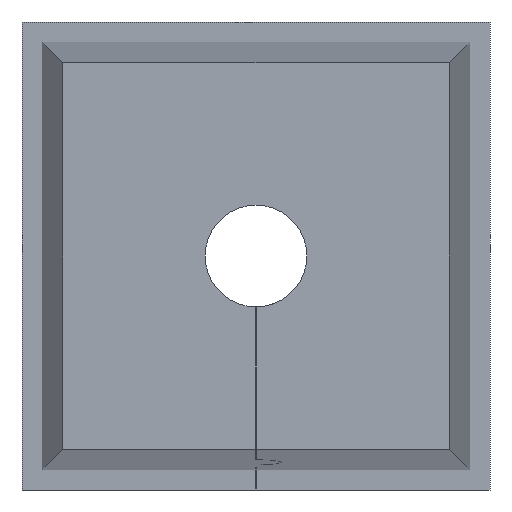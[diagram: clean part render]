
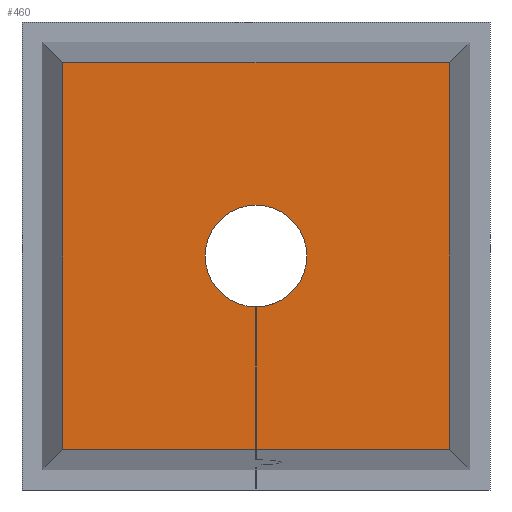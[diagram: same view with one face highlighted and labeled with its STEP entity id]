
A CAD part, front view. The second image highlights one B-rep face of the part: STEP entity #460.
In plain terms, the highlighted planar face has unit normal (0, -1, 0).
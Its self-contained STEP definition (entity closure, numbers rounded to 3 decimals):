
#14 = VERTEX_POINT ( 'NONE', #625 ) ;
#19 = CARTESIAN_POINT ( 'NONE',  ( 0., -14.5, 0. ) ) ;
#28 = AXIS2_PLACEMENT_3D ( 'NONE', #19, #567, #696 ) ;
#30 = CARTESIAN_POINT ( 'NONE',  ( -2.5, -14.5, 0. ) ) ;
#41 = DIRECTION ( 'NONE',  ( 0., 0., 1. ) ) ;
#47 = DIRECTION ( 'NONE',  ( 0., 1., 0. ) ) ;
#55 = VERTEX_POINT ( 'NONE', #30 ) ;
#89 = ORIENTED_EDGE ( 'NONE', *, *, #380, .F. ) ;
#92 = AXIS2_PLACEMENT_3D ( 'NONE', #316, #47, #847 ) ;
#102 = EDGE_CURVE ( 'NONE', #14, #256, #508, .T. ) ;
#107 = VERTEX_POINT ( 'NONE', #312 ) ;
#109 = CIRCLE ( 'NONE', #686, 2.5 ) ;
#110 = DIRECTION ( 'NONE',  ( 0., 0., -1. ) ) ;
#113 = LINE ( 'NONE', #506, #419 ) ;
#114 = CIRCLE ( 'NONE', #28, 2.5 ) ;
#117 = DIRECTION ( 'NONE',  ( -1., 0., 0. ) ) ;
#123 = EDGE_CURVE ( 'NONE', #55, #537, #109, .T. ) ;
#131 = LINE ( 'NONE', #650, #604 ) ;
#154 = VECTOR ( 'NONE', #454, 1000. ) ;
#164 = VERTEX_POINT ( 'NONE', #240 ) ;
#172 = VERTEX_POINT ( 'NONE', #246 ) ;
#225 = DIRECTION ( 'NONE',  ( -1., 0., 0. ) ) ;
#232 = CARTESIAN_POINT ( 'NONE',  ( 0.005, -14.5, -9.494 ) ) ;
#233 = ORIENTED_EDGE ( 'NONE', *, *, #621, .T. ) ;
#240 = CARTESIAN_POINT ( 'NONE',  ( -9.494, -14.5, 9.494 ) ) ;
#246 = CARTESIAN_POINT ( 'NONE',  ( -9.494, -14.5, -9.494 ) ) ;
#248 = EDGE_CURVE ( 'NONE', #537, #107, #272, .T. ) ;
#253 = DIRECTION ( 'NONE',  ( 0., 0., -1. ) ) ;
#256 = VERTEX_POINT ( 'NONE', #232 ) ;
#258 = FACE_OUTER_BOUND ( 'NONE', #330, .T. ) ;
#272 = CIRCLE ( 'NONE', #852, 2.5 ) ;
#292 = EDGE_CURVE ( 'NONE', #107, #256, #294, .T. ) ;
#294 = LINE ( 'NONE', #442, #547 ) ;
#297 = DIRECTION ( 'NONE',  ( 0., 1., 0. ) ) ;
#303 = DIRECTION ( 'NONE',  ( 0., 1., 0. ) ) ;
#311 = EDGE_CURVE ( 'NONE', #172, #164, #375, .T. ) ;
#312 = CARTESIAN_POINT ( 'NONE',  ( 0.005, -14.5, -2.5 ) ) ;
#316 = CARTESIAN_POINT ( 'NONE',  ( 0., -14.5, 0. ) ) ;
#323 = ORIENTED_EDGE ( 'NONE', *, *, #292, .T. ) ;
#330 = EDGE_LOOP ( 'NONE', ( #514, #233, #582, #635, #323, #657, #845, #89, #641, #648 ) ) ;
#375 = LINE ( 'NONE', #633, #402 ) ;
#376 = CARTESIAN_POINT ( 'NONE',  ( 10.5, -14.5, -9.494 ) ) ;
#378 = CARTESIAN_POINT ( 'NONE',  ( -0.005, -14.5, -2.5 ) ) ;
#380 = EDGE_CURVE ( 'NONE', #164, #730, #131, .T. ) ;
#385 = LINE ( 'NONE', #644, #403 ) ;
#394 = EDGE_CURVE ( 'NONE', #730, #14, #385, .T. ) ;
#402 = VECTOR ( 'NONE', #752, 1000. ) ;
#403 = VECTOR ( 'NONE', #253, 1000. ) ;
#419 = VECTOR ( 'NONE', #41, 1000. ) ;
#442 = CARTESIAN_POINT ( 'NONE',  ( 0.005, -14.5, -5.75 ) ) ;
#454 = DIRECTION ( 'NONE',  ( -1., 0., 0. ) ) ;
#460 = ADVANCED_FACE ( 'NONE', ( #258 ), #507, .F. ) ;
#506 = CARTESIAN_POINT ( 'NONE',  ( -0.005, -14.5, -5.75 ) ) ;
#507 = PLANE ( 'NONE',  #92 ) ;
#508 = LINE ( 'NONE', #376, #154 ) ;
#514 = ORIENTED_EDGE ( 'NONE', *, *, #714, .T. ) ;
#515 = VECTOR ( 'NONE', #660, 1000. ) ;
#523 = EDGE_CURVE ( 'NONE', #593, #172, #672, .T. ) ;
#525 = CARTESIAN_POINT ( 'NONE',  ( 9.494, -14.5, 9.494 ) ) ;
#537 = VERTEX_POINT ( 'NONE', #546 ) ;
#541 = CARTESIAN_POINT ( 'NONE',  ( 10.5, -14.5, -9.494 ) ) ;
#546 = CARTESIAN_POINT ( 'NONE',  ( 2.5, -14.5, 0. ) ) ;
#547 = VECTOR ( 'NONE', #110, 1000. ) ;
#567 = DIRECTION ( 'NONE',  ( 0., 1., 0. ) ) ;
#582 = ORIENTED_EDGE ( 'NONE', *, *, #123, .T. ) ;
#593 = VERTEX_POINT ( 'NONE', #628 ) ;
#604 = VECTOR ( 'NONE', #656, 1000. ) ;
#621 = EDGE_CURVE ( 'NONE', #796, #55, #114, .T. ) ;
#624 = CARTESIAN_POINT ( 'NONE',  ( 0., -14.5, 0. ) ) ;
#625 = CARTESIAN_POINT ( 'NONE',  ( 9.494, -14.5, -9.494 ) ) ;
#628 = CARTESIAN_POINT ( 'NONE',  ( -0.005, -14.5, -9.494 ) ) ;
#633 = CARTESIAN_POINT ( 'NONE',  ( -9.494, -14.5, -10.5 ) ) ;
#635 = ORIENTED_EDGE ( 'NONE', *, *, #248, .T. ) ;
#641 = ORIENTED_EDGE ( 'NONE', *, *, #311, .F. ) ;
#644 = CARTESIAN_POINT ( 'NONE',  ( 9.494, -14.5, 10.5 ) ) ;
#648 = ORIENTED_EDGE ( 'NONE', *, *, #523, .F. ) ;
#650 = CARTESIAN_POINT ( 'NONE',  ( -10.5, -14.5, 9.494 ) ) ;
#656 = DIRECTION ( 'NONE',  ( 1., 0., 0. ) ) ;
#657 = ORIENTED_EDGE ( 'NONE', *, *, #102, .F. ) ;
#660 = DIRECTION ( 'NONE',  ( -1., 0., 0. ) ) ;
#672 = LINE ( 'NONE', #541, #515 ) ;
#686 = AXIS2_PLACEMENT_3D ( 'NONE', #835, #303, #117 ) ;
#696 = DIRECTION ( 'NONE',  ( -1., 0., 0. ) ) ;
#714 = EDGE_CURVE ( 'NONE', #593, #796, #113, .T. ) ;
#730 = VERTEX_POINT ( 'NONE', #525 ) ;
#752 = DIRECTION ( 'NONE',  ( 0., 0., 1. ) ) ;
#796 = VERTEX_POINT ( 'NONE', #378 ) ;
#835 = CARTESIAN_POINT ( 'NONE',  ( 0., -14.5, 0. ) ) ;
#845 = ORIENTED_EDGE ( 'NONE', *, *, #394, .F. ) ;
#847 = DIRECTION ( 'NONE',  ( 1., 0., 0. ) ) ;
#852 = AXIS2_PLACEMENT_3D ( 'NONE', #624, #297, #225 ) ;
